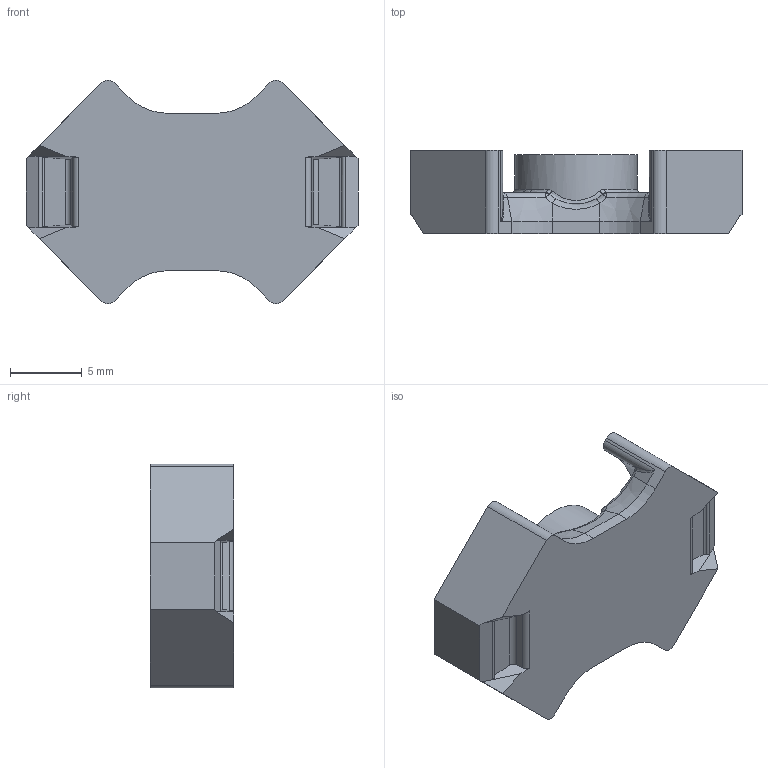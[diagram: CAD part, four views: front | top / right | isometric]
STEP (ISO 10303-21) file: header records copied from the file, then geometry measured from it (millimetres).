
FILE_DESCRIPTION((''),'2;1');
FILE_NAME('C61035-A0028-C087-01-27','2018-04-13T',('ec7121'),(''),'PRO/ENGINEER BY PARAMETRIC TECHNOLOGY CORPORATION, 2014000','PRO/ENGINEER BY PARAMETRIC TECHNOLOGY CORPORATION, 2014000','');
FILE_SCHEMA(('CONFIG_CONTROL_DESIGN'));
Length unit declared in the file: millimetre
Products named in the file (1): C61035-A0028-C087-01-27
Bounding box: 23.2 x 5.8 x 15.62 mm (x, y, z)
Volume: 1078.9 mm3; surface area: 1004.7 mm2
Topology: 1 solids, 1 shells, 116 faces, 290 edges, 176 vertices
Faces by surface type: plane 38, cylinder 34, bspline 28, torus 8, sphere 4, cone 4
Entity records: 5908 total; most frequent: CARTESIAN_POINT 3320, ORIENTED_EDGE 580, DIRECTION 468, EDGE_CURVE 290, VERTEX_POINT 176, AXIS2_PLACEMENT_3D 170, VECTOR 128, LINE 128
